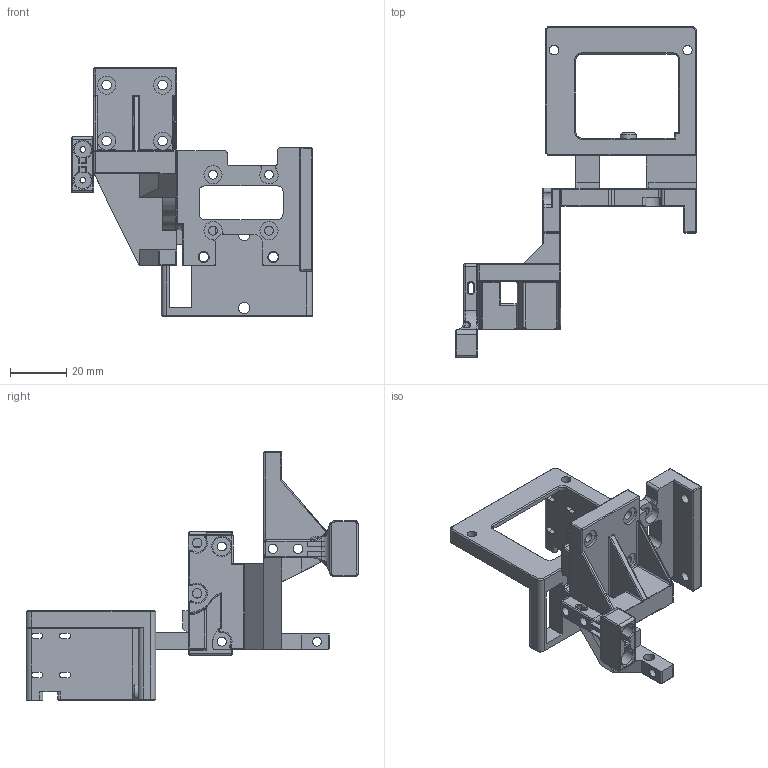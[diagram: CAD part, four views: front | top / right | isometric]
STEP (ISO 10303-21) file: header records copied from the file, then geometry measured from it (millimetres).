
FILE_DESCRIPTION(/* description */ (''),/* implementation_level */ '2;1');
FILE_NAME(/* name */ 'A-Hemera_Mount_Upper-B.stp',/* time_stamp */ '2020-09-25T17:09:11-07:00',/* author */ (''),/* organization */ (''),/* preprocessor_version */ 'ST-DEVELOPER v18.1',/* originating_system */ 'Autodesk Translation Framework v9.3.0.1241',/* authorisation */ '');
FILE_SCHEMA (('AUTOMOTIVE_DESIGN { 1 0 10303 214 3 1 1 }'));
Length unit declared in the file: millimetre
Products named in the file (1): Hemera Mount
Bounding box: 86 x 118.56 x 88.74 mm (x, y, z)
Volume: 53376 mm3; surface area: 31511.9 mm2
Topology: 4 solids, 4 shells, 530 faces, 1355 edges, 823 vertices
Faces by surface type: cylinder 207, plane 176, torus 52, bspline 49, cone 27, sphere 19
Full cylindrical faces by diameter (mm): 2 x2, 3.2 x8, 3.4 x14, 4 x11, 5.8 x2, 6.5 x10
Entity records: 18729 total; most frequent: CARTESIAN_POINT 5718, DIRECTION 2730, ORIENTED_EDGE 2706, EDGE_CURVE 1353, AXIS2_PLACEMENT_3D 1029, VERTEX_POINT 823, LINE 672, VECTOR 672
